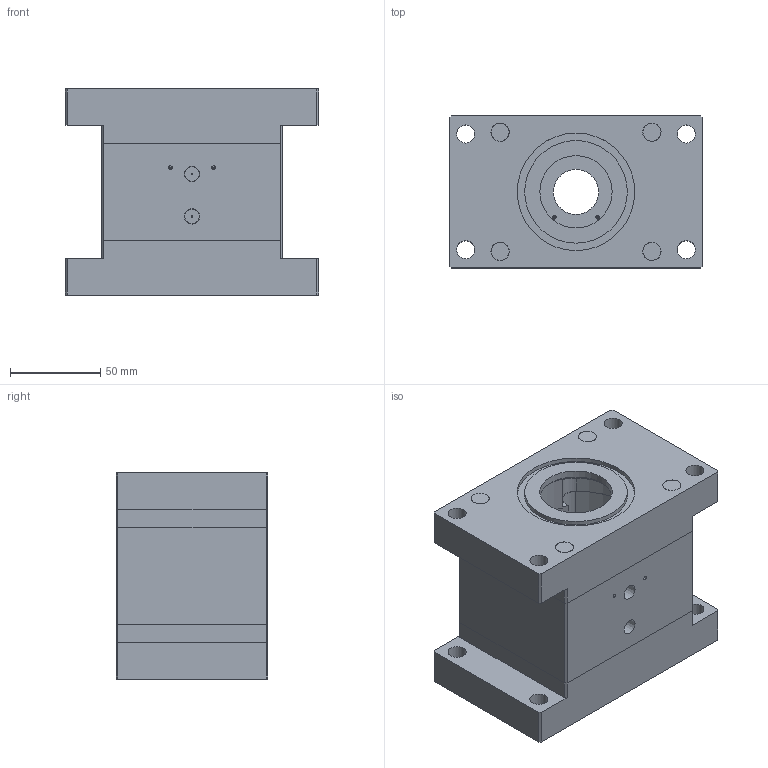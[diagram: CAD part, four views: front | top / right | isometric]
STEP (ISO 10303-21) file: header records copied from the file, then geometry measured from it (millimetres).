
FILE_DESCRIPTION(/* description */ (''),/* implementation_level */ '2;1');
FILE_NAME(/* name */ 'WLH-T1-123D.stp',/* time_stamp */ '2021-02-01T14:56:44+08:00',/* author */ ('yuser299'),/* organization */ (''),/* preprocessor_version */ 'ST-DEVELOPER v15.6',/* originating_system */ 'Autodesk Inventor 2015',/* authorisation */ '');
FILE_SCHEMA (('AUTOMOTIVE_DESIGN { 1 0 10303 214 3 1 1 }'));
Length unit declared in the file: millimetre
Products named in the file (5): 40A本體(法蘭型)-A; WLH50A-03-外殼; 25A 塞子; WLH40A(網頁用); WLH-T1-123D
Bounding box: 140 x 84 x 114 mm (x, y, z)
Volume: 649256.7 mm3; surface area: 157238.1 mm2
Topology: 11 solids, 11 shells, 254 faces, 586 edges, 384 vertices
Faces by surface type: cylinder 117, plane 115, cone 19, torus 3
Full cylindrical faces by diameter (mm): 1 x2, 2 x4, 4.917 x2, 5.5 x12, 7 x4, 8 x2, 10 x16, 10.1 x8, 25 x2, 30 x2, 40 x3, 45 x1, 47 x1, 47.835 x1, 50 x2, 54 x1, 56.8 x2, 65 x2
Entity records: 4947 total; most frequent: DIRECTION 892, CARTESIAN_POINT 880, ORIENTED_EDGE 684, AXIS2_PLACEMENT_3D 370, EDGE_CURVE 342, EDGE_LOOP 284, VERTEX_POINT 254, CIRCLE 182
